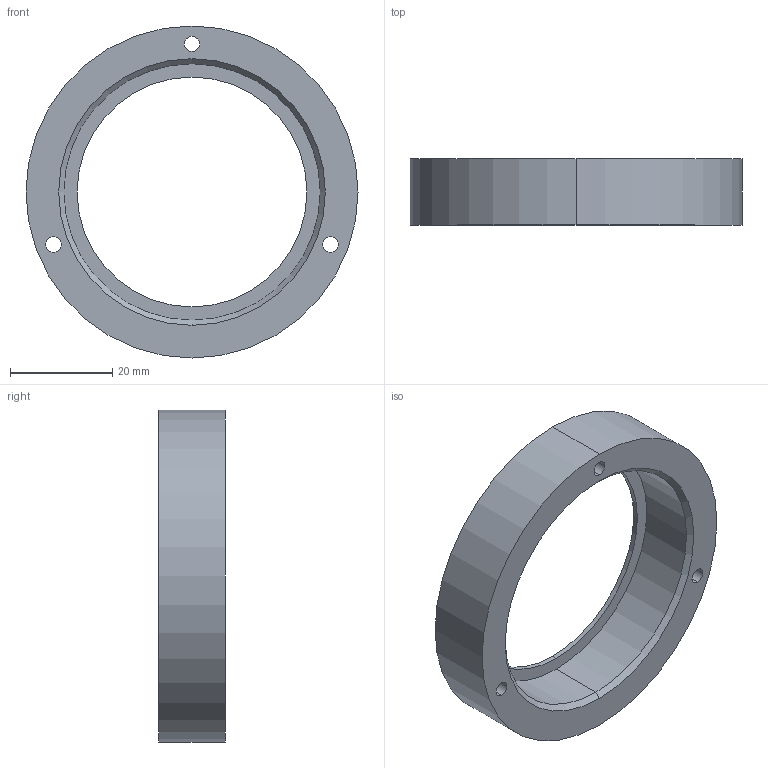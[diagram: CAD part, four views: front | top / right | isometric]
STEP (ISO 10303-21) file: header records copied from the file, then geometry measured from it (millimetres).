
FILE_DESCRIPTION (( 'STEP AP214' ), '1' );
FILE_NAME ('top.STEP', '2024-11-07T16:28:30', ( '' ), ( '' ), 'SwSTEP 2.0', 'SolidWorks 2023', '' );
FILE_SCHEMA (( 'AUTOMOTIVE_DESIGN' ));
Length unit declared in the file: millimetre
Products named in the file (1): top
Bounding box: 65 x 13 x 65 mm (x, y, z)
Volume: 16866.8 mm3; surface area: 9014.5 mm2
Topology: 1 solids, 1 shells, 44 faces, 94 edges, 62 vertices
Faces by surface type: cylinder 30, plane 12, cone 2
Entity records: 1263 total; most frequent: DIRECTION 246, CARTESIAN_POINT 201, ORIENTED_EDGE 188, AXIS2_PLACEMENT_3D 107, EDGE_CURVE 94, CIRCLE 62, EDGE_LOOP 62, VERTEX_POINT 62
